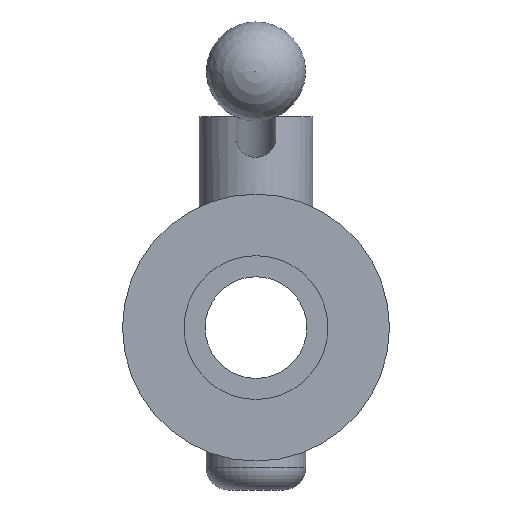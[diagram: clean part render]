
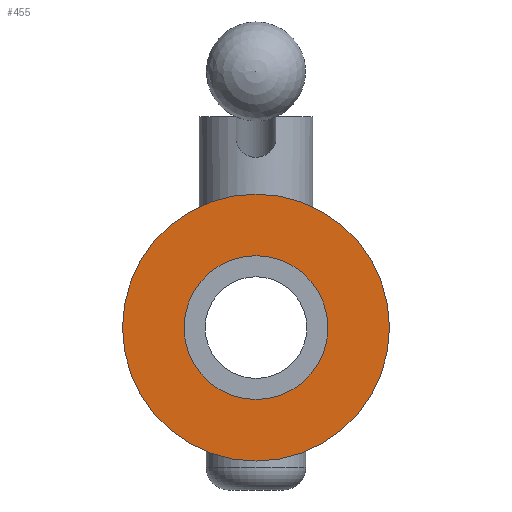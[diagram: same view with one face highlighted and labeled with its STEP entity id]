
A CAD part, left-side view. The second image highlights one B-rep face of the part: STEP entity #455.
In plain terms, the highlighted planar face has unit normal (-1, 0, 0).
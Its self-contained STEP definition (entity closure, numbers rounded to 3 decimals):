
#24=FACE_BOUND('',#138,.T.);
#59=CIRCLE('',#530,46.85);
#60=CIRCLE('',#532,19.05);
#101=FACE_OUTER_BOUND('',#137,.T.);
#137=EDGE_LOOP('',(#404));
#138=EDGE_LOOP('',(#405));
#231=VERTEX_POINT('',#934);
#232=VERTEX_POINT('',#938);
#289=EDGE_CURVE('',#231,#231,#59,.T.);
#291=EDGE_CURVE('',#232,#232,#60,.T.);
#404=ORIENTED_EDGE('',*,*,#289,.T.);
#405=ORIENTED_EDGE('',*,*,#291,.F.);
#428=PLANE('',#531);
#455=ADVANCED_FACE('',(#101,#24),#428,.T.);
#530=AXIS2_PLACEMENT_3D('',#935,#663,#664);
#531=AXIS2_PLACEMENT_3D('',#937,#666,#667);
#532=AXIS2_PLACEMENT_3D('',#939,#668,#669);
#663=DIRECTION('center_axis',(-1.,0.,0.));
#664=DIRECTION('ref_axis',(0.,0.,1.));
#666=DIRECTION('center_axis',(-1.,0.,0.));
#667=DIRECTION('ref_axis',(0.,0.,1.));
#668=DIRECTION('center_axis',(-1.,0.,0.));
#669=DIRECTION('ref_axis',(0.,0.,1.));
#934=CARTESIAN_POINT('',(-40.3,0.,-46.85));
#935=CARTESIAN_POINT('Origin',(-40.3,0.,0.));
#937=CARTESIAN_POINT('Origin',(-40.3,0.,32.95));
#938=CARTESIAN_POINT('',(-40.3,0.,-19.05));
#939=CARTESIAN_POINT('Origin',(-40.3,0.,0.));
